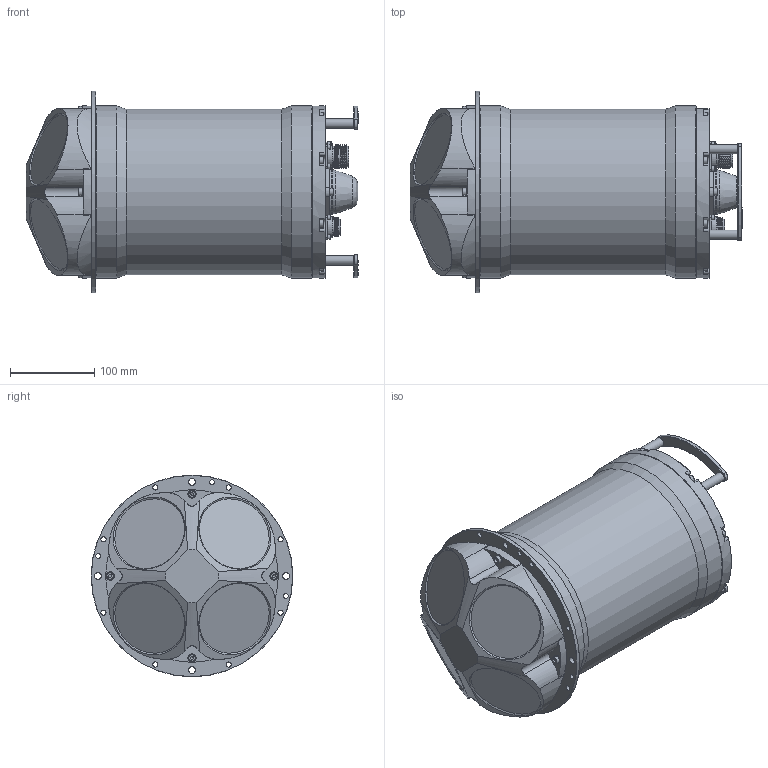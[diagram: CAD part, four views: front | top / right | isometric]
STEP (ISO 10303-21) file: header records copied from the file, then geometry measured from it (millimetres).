
FILE_DESCRIPTION(/* description */ (''),/* implementation_level */ '2;1');
FILE_NAME(/* name */ '8084-000-458X-D.stp',/* time_stamp */ '2020-02-26T14:12:41+00:00',/* author */ ('db'),/* organization */ (''),/* preprocessor_version */ 'ST-DEVELOPER v18',/* originating_system */ 'Autodesk Inventor 2020',/* authorisation */ '');
FILE_SCHEMA (('AUTOMOTIVE_DESIGN { 1 0 10303 214 3 1 1 }'));
Length unit declared in the file: millimetre
Products named in the file (1): 8084-000-458X-D1_Substitute_1
Bounding box: 395 x 240 x 240 mm (x, y, z)
Volume: 10702184.5 mm3; surface area: 356758.3 mm2
Topology: 5 solids, 5 shells, 1374 faces, 3705 edges, 2507 vertices
Faces by surface type: plane 730, cylinder 321, cone 133, bspline 108, torus 82
Full cylindrical faces by diameter (mm): 0.8 x8, 0.9 x21, 1.02 x6, 1.58 x2, 3.242 x1, 4.134 x4, 5 x8, 5.1 x8, 5.2 x4, 5.5 x12, 5.95 x3, 6.1 x8, 7 x4, 8.1 x4, 8.5 x16, 8.566 x1, 9.398 x3, 9.43 x4, 10 x4, 11 x4, 12.65 x1, 12.7 x4, 12.776 x9, 14.376 x3, 14.52 x1, 15.342 x6, 16.18 x1, 18.847 x9, 19.02 x1, 19.126 x4
Entity records: 46446 total; most frequent: CARTESIAN_POINT 12315, ORIENTED_EDGE 7336, DIRECTION 6948, EDGE_CURVE 3668, AXIS2_PLACEMENT_3D 2615, VERTEX_POINT 2507, LINE 1718, VECTOR 1718
